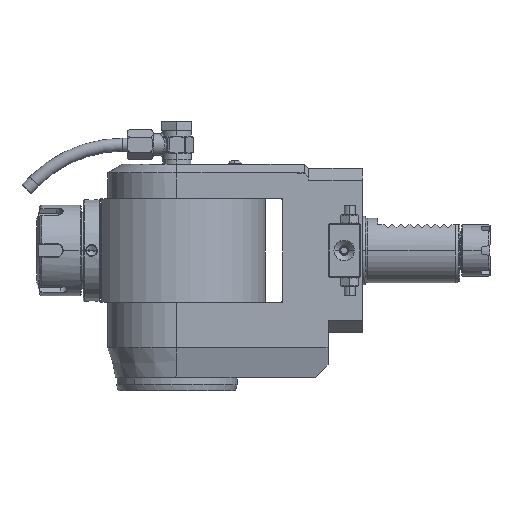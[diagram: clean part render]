
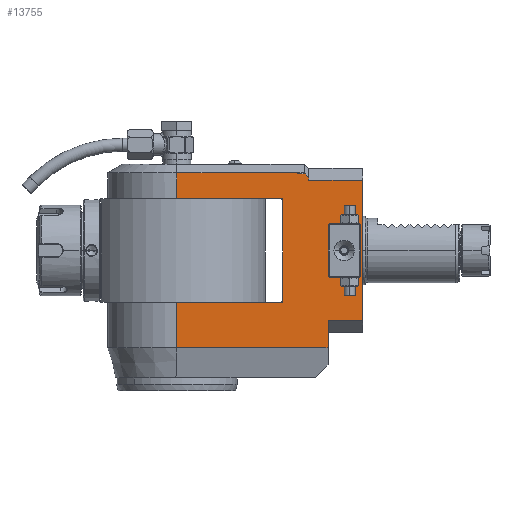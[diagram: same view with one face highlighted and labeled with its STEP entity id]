
A CAD part, left-side view. The second image highlights one B-rep face of the part: STEP entity #13755.
In plain terms, the highlighted planar face has unit normal (-1, 0, 0).
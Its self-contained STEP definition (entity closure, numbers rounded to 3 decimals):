
#35=DIRECTION('',(0.,1.,0.));
#36=VECTOR('',#35,3.433);
#37=CARTESIAN_POINT('',(-32.,-59.433,35.459));
#38=LINE('',#37,#36);
#39=DIRECTION('',(0.,0.655,0.756));
#40=VECTOR('',#39,2.394);
#41=CARTESIAN_POINT('',(-32.,-61.,33.649));
#42=LINE('',#41,#40);
#43=DIRECTION('',(0.,-1.,0.));
#44=VECTOR('',#43,25.);
#45=CARTESIAN_POINT('',(-32.,-61.,32.515));
#46=LINE('',#45,#44);
#47=DIRECTION('',(0.,-1.,0.));
#48=VECTOR('',#47,16.);
#49=CARTESIAN_POINT('',(-32.,-70.,-32.515));
#50=LINE('',#49,#48);
#51=DIRECTION('',(0.,1.,0.));
#52=VECTOR('',#51,23.368);
#53=CARTESIAN_POINT('',(-32.,-49.,24.));
#54=LINE('',#53,#52);
#55=DIRECTION('',(0.,0.,1.));
#56=VECTOR('',#55,24.);
#57=CARTESIAN_POINT('',(-32.,-85.,-12.));
#58=LINE('',#57,#56);
#59=DIRECTION('',(0.,-0.707,-0.707));
#60=VECTOR('',#59,0.707);
#61=CARTESIAN_POINT('',(-32.,-84.5,12.5));
#62=LINE('',#61,#60);
#63=DIRECTION('',(0.,1.,0.));
#64=VECTOR('',#63,14.);
#65=CARTESIAN_POINT('',(-32.,-84.5,12.5));
#66=LINE('',#65,#64);
#67=DIRECTION('',(0.,-0.707,0.707));
#68=VECTOR('',#67,0.707);
#69=CARTESIAN_POINT('',(-32.,-70.,12.));
#70=LINE('',#69,#68);
#71=DIRECTION('',(0.,0.,-1.));
#72=VECTOR('',#71,24.);
#73=CARTESIAN_POINT('',(-32.,-70.,12.));
#74=LINE('',#73,#72);
#75=DIRECTION('',(0.,0.707,0.707));
#76=VECTOR('',#75,0.707);
#77=CARTESIAN_POINT('',(-32.,-70.5,-12.5));
#78=LINE('',#77,#76);
#79=DIRECTION('',(0.,-1.,0.));
#80=VECTOR('',#79,14.);
#81=CARTESIAN_POINT('',(-32.,-70.5,-12.5));
#82=LINE('',#81,#80);
#83=DIRECTION('',(0.,0.707,-0.707));
#84=VECTOR('',#83,0.707);
#85=CARTESIAN_POINT('',(-32.,-85.,-12.));
#86=LINE('',#85,#84);
#91=DIRECTION('',(0.,0.,-1.));
#92=VECTOR('',#91,11.959);
#93=CARTESIAN_POINT('',(-32.,0.,35.959));
#94=LINE('',#93,#92);
#207=DIRECTION('',(0.,1.,0.));
#208=VECTOR('',#207,56.);
#209=CARTESIAN_POINT('',(-32.,-56.,35.959));
#210=LINE('',#209,#208);
#237=DIRECTION('',(0.,0.,1.));
#238=VECTOR('',#237,0.5);
#239=CARTESIAN_POINT('',(-32.,-56.,35.459));
#240=LINE('',#239,#238);
#281=DIRECTION('',(0.,0.,-1.));
#282=VECTOR('',#281,65.03);
#283=CARTESIAN_POINT('',(-32.,-86.,32.515));
#284=LINE('',#283,#282);
#465=DIRECTION('',(0.,0.,1.));
#466=VECTOR('',#465,1.134);
#467=CARTESIAN_POINT('',(-32.,-61.,32.515));
#468=LINE('',#467,#466);
#501=DIRECTION('',(0.,0.,1.));
#502=VECTOR('',#501,12.485);
#503=CARTESIAN_POINT('',(-32.,-70.,-45.));
#504=LINE('',#503,#502);
#521=DIRECTION('',(0.,-1.,0.));
#522=VECTOR('',#521,70.);
#523=CARTESIAN_POINT('',(-32.,0.,
-45.));
#524=LINE('',#523,#522);
#580=DIRECTION('',(0.,0.,-1.));
#581=VECTOR('',#580,21.);
#582=CARTESIAN_POINT('',(-32.,0.,-24.));
#583=LINE('',#582,#581);
#607=DIRECTION('',(0.,1.,0.));
#608=VECTOR('',#607,25.632);
#609=CARTESIAN_POINT('',(-32.,-25.632,-24.));
#610=LINE('',#609,#608);
#633=DIRECTION('',(0.,1.,0.));
#634=VECTOR('',#633,23.368);
#635=CARTESIAN_POINT('',(-32.,-49.,-24.));
#636=LINE('',#635,#634);
#645=DIRECTION('',(0.,0.,-1.));
#646=VECTOR('',#645,48.);
#647=CARTESIAN_POINT('',(-32.,-49.,24.));
#648=LINE('',#647,#646);
#1079=DIRECTION('',(0.,-1.,0.));
#1080=VECTOR('',#1079,25.632);
#1081=CARTESIAN_POINT('',(-32.,0.,24.));
#1082=LINE('',#1081,#1080);
#12256=CARTESIAN_POINT('',(-32.,-61.,33.649));
#12257=CARTESIAN_POINT('',(-32.,-59.433,35.459));
#12258=VERTEX_POINT('',#12256);
#12259=VERTEX_POINT('',#12257);
#12778=CARTESIAN_POINT('',(-32.,-85.,-12.));
#12779=CARTESIAN_POINT('',(-32.,-85.,12.));
#12780=VERTEX_POINT('',#12778);
#12781=VERTEX_POINT('',#12779);
#12782=CARTESIAN_POINT('',(-32.,-84.5,12.5));
#12783=CARTESIAN_POINT('',(-32.,-70.5,12.5));
#12784=VERTEX_POINT('',#12782);
#12785=VERTEX_POINT('',#12783);
#12786=CARTESIAN_POINT('',(-32.,-70.,12.));
#12787=CARTESIAN_POINT('',(-32.,-70.,-12.));
#12788=VERTEX_POINT('',#12786);
#12789=VERTEX_POINT('',#12787);
#12790=CARTESIAN_POINT('',(-32.,-70.5,-12.5));
#12791=CARTESIAN_POINT('',(-32.,-84.5,-12.5));
#12792=VERTEX_POINT('',#12790);
#12793=VERTEX_POINT('',#12791);
#13403=CARTESIAN_POINT('',(-32.,-86.,32.515));
#13405=VERTEX_POINT('',#13403);
#13410=CARTESIAN_POINT('',(-32.,-49.,24.));
#13411=CARTESIAN_POINT('',(-32.,-49.,-24.));
#13412=VERTEX_POINT('',#13410);
#13413=VERTEX_POINT('',#13411);
#13426=CARTESIAN_POINT('',(-32.,-25.632,-24.));
#13427=VERTEX_POINT('',#13426);
#13430=CARTESIAN_POINT('',(-32.,-25.632,24.));
#13431=VERTEX_POINT('',#13430);
#13442=CARTESIAN_POINT('',(-32.,-70.,-45.));
#13444=VERTEX_POINT('',#13442);
#13454=CARTESIAN_POINT('',(-32.,-86.,-32.515));
#13455=VERTEX_POINT('',#13454);
#13458=CARTESIAN_POINT('',(-32.,-56.,35.959));
#13459=CARTESIAN_POINT('',(-32.,0.,35.959));
#13460=VERTEX_POINT('',#13458);
#13461=VERTEX_POINT('',#13459);
#13472=CARTESIAN_POINT('',(-32.,-70.,-32.515));
#13473=VERTEX_POINT('',#13472);
#13483=CARTESIAN_POINT('',(-32.,0.,-45.));
#13485=VERTEX_POINT('',#13483);
#13502=CARTESIAN_POINT('',(-32.,-56.,35.459));
#13504=VERTEX_POINT('',#13502);
#13628=CARTESIAN_POINT('',(-32.,-61.,32.515));
#13629=VERTEX_POINT('',#13628);
#13634=CARTESIAN_POINT('',(-32.,0.,-24.));
#13635=VERTEX_POINT('',#13634);
#13637=CARTESIAN_POINT('',(-32.,0.,24.));
#13639=VERTEX_POINT('',#13637);
#13698=CARTESIAN_POINT('',(-32.,0.,-59.));
#13699=DIRECTION('',(-1.,0.,0.));
#13700=DIRECTION('',(0.,-1.,0.));
#13701=AXIS2_PLACEMENT_3D('',#13698,#13699,#13700);
#13702=PLANE('',#13701);
#13704=ORIENTED_EDGE('',*,*,#13703,.F.);
#13706=ORIENTED_EDGE('',*,*,#13705,.F.);
#13708=ORIENTED_EDGE('',*,*,#13707,.F.);
#13710=ORIENTED_EDGE('',*,*,#13709,.F.);
#13712=ORIENTED_EDGE('',*,*,#13711,.F.);
#13714=ORIENTED_EDGE('',*,*,#13713,.F.);
#13716=ORIENTED_EDGE('',*,*,#13715,.T.);
#13718=ORIENTED_EDGE('',*,*,#13717,.T.);
#13720=ORIENTED_EDGE('',*,*,#13719,.F.);
#13722=ORIENTED_EDGE('',*,*,#13721,.F.);
#13724=ORIENTED_EDGE('',*,*,#13723,.F.);
#13726=ORIENTED_EDGE('',*,*,#13725,.F.);
#13728=ORIENTED_EDGE('',*,*,#13727,.F.);
#13730=ORIENTED_EDGE('',*,*,#13729,.F.);
#13732=ORIENTED_EDGE('',*,*,#13731,.F.);
#13734=ORIENTED_EDGE('',*,*,#13733,.T.);
#13736=ORIENTED_EDGE('',*,*,#13735,.F.);
#13737=EDGE_LOOP('',(#13704,#13706,#13708,#13710,#13712,#13714,#13716,#13718,
#13720,#13722,#13724,#13726,#13728,#13730,#13732,#13734,#13736));
#13738=FACE_OUTER_BOUND('',#13737,.F.);
#13740=ORIENTED_EDGE('',*,*,#13739,.T.);
#13742=ORIENTED_EDGE('',*,*,#13741,.F.);
#13744=ORIENTED_EDGE('',*,*,#13743,.T.);
#13746=ORIENTED_EDGE('',*,*,#13745,.F.);
#13748=ORIENTED_EDGE('',*,*,#13747,.T.);
#13749=ORIENTED_EDGE('',*,*,#13686,.F.);
#13750=ORIENTED_EDGE('',*,*,#13671,.T.);
#13752=ORIENTED_EDGE('',*,*,#13751,.F.);
#13753=EDGE_LOOP('',(#13740,#13742,#13744,#13746,#13748,#13749,#13750,#13752));
#13754=FACE_BOUND('',#13753,.F.);
#13671=EDGE_CURVE('',#12792,#12793,#82,.T.);
#13686=EDGE_CURVE('',#12792,#12789,#78,.T.);
#13703=EDGE_CURVE('',#13461,#13639,#94,.T.);
#13705=EDGE_CURVE('',#13460,#13461,#210,.T.);
#13707=EDGE_CURVE('',#13504,#13460,#240,.T.);
#13709=EDGE_CURVE('',#12259,#13504,#38,.T.);
#13711=EDGE_CURVE('',#12258,#12259,#42,.T.);
#13713=EDGE_CURVE('',#13629,#12258,#468,.T.);
#13715=EDGE_CURVE('',#13629,#13405,#46,.T.);
#13717=EDGE_CURVE('',#13405,#13455,#284,.T.);
#13719=EDGE_CURVE('',#13473,#13455,#50,.T.);
#13721=EDGE_CURVE('',#13444,#13473,#504,.T.);
#13723=EDGE_CURVE('',#13485,#13444,#524,.T.);
#13725=EDGE_CURVE('',#13635,#13485,#583,.T.);
#13727=EDGE_CURVE('',#13427,#13635,#610,.T.);
#13729=EDGE_CURVE('',#13413,#13427,#636,.T.);
#13731=EDGE_CURVE('',#13412,#13413,#648,.T.);
#13733=EDGE_CURVE('',#13412,#13431,#54,.T.);
#13735=EDGE_CURVE('',#13639,#13431,#1082,.T.);
#13739=EDGE_CURVE('',#12780,#12781,#58,.T.);
#13741=EDGE_CURVE('',#12784,#12781,#62,.T.);
#13743=EDGE_CURVE('',#12784,#12785,#66,.T.);
#13745=EDGE_CURVE('',#12788,#12785,#70,.T.);
#13747=EDGE_CURVE('',#12788,#12789,#74,.T.);
#13751=EDGE_CURVE('',#12780,#12793,#86,.T.);
#13755=ADVANCED_FACE('',(#13738,#13754),#13702,.T.);
